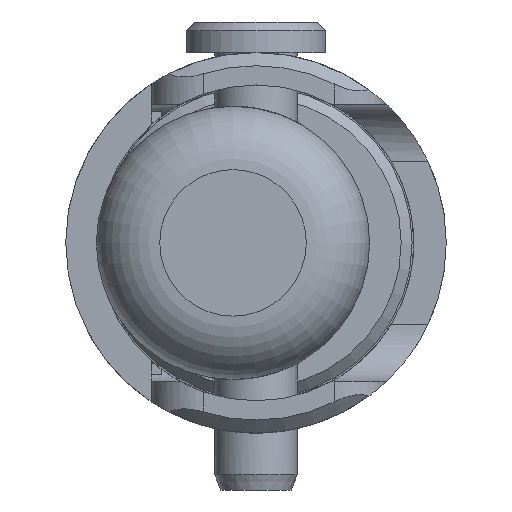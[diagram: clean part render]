
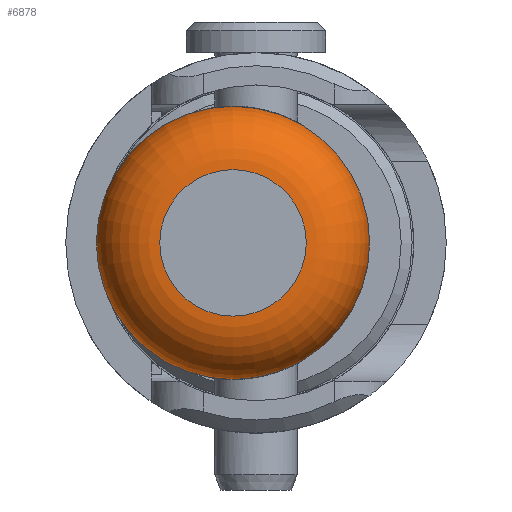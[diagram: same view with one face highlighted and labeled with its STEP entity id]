
A CAD part, left-side view. The second image highlights one B-rep face of the part: STEP entity #6878.
In plain terms, the highlighted toroidal (fillet/blend) face has major radius 4.255 mm and minor radius 3.683 mm.
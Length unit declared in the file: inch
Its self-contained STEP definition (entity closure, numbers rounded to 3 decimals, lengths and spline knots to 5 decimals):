
#212=TOROIDAL_SURFACE('',#7244,0.1675,0.145);
#1870=FACE_BOUND('',#2666,.T.);
#2222=FACE_OUTER_BOUND('',#2665,.T.);
#2665=EDGE_LOOP('',(#6339));
#2666=EDGE_LOOP('',(#6340));
#2826=CIRCLE('',#7245,0.1675);
#2827=CIRCLE('',#7246,0.3125);
#3486=VERTEX_POINT('',#16077);
#3487=VERTEX_POINT('',#16079);
#4451=EDGE_CURVE('',#3486,#3486,#2826,.T.);
#4452=EDGE_CURVE('',#3487,#3487,#2827,.T.);
#6339=ORIENTED_EDGE('',*,*,#4451,.T.);
#6340=ORIENTED_EDGE('',*,*,#4452,.T.);
#6878=ADVANCED_FACE('',(#2222,#1870),#212,.T.);
#7244=AXIS2_PLACEMENT_3D('',#16076,#8199,#8200);
#7245=AXIS2_PLACEMENT_3D('',#16078,#8201,#8202);
#7246=AXIS2_PLACEMENT_3D('',#16080,#8203,#8204);
#8199=DIRECTION('center_axis',(1.,0.,0.));
#8200=DIRECTION('ref_axis',(0.,0.,-1.));
#8201=DIRECTION('center_axis',(1.,0.,0.));
#8202=DIRECTION('ref_axis',(0.,-1.,0.));
#8203=DIRECTION('center_axis',(-1.,0.,0.));
#8204=DIRECTION('ref_axis',(0.,-1.,0.));
#16076=CARTESIAN_POINT('Origin',(-3.205,0.0525,0.));
#16077=CARTESIAN_POINT('',(-3.35,0.22,0.));
#16078=CARTESIAN_POINT('Origin',(-3.35,0.0525,0.));
#16079=CARTESIAN_POINT('',(-3.205,0.365,0.));
#16080=CARTESIAN_POINT('Origin',(-3.205,0.0525,0.));
